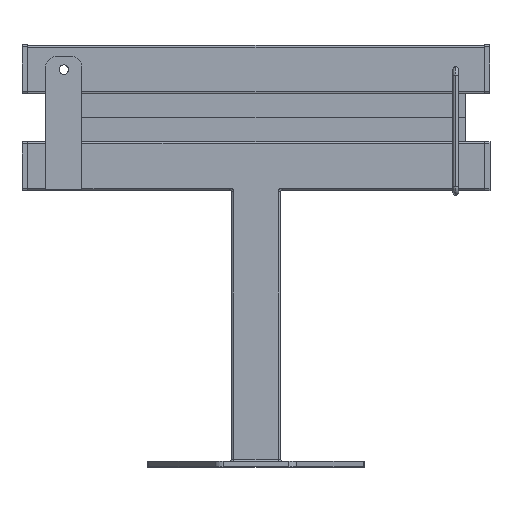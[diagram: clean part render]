
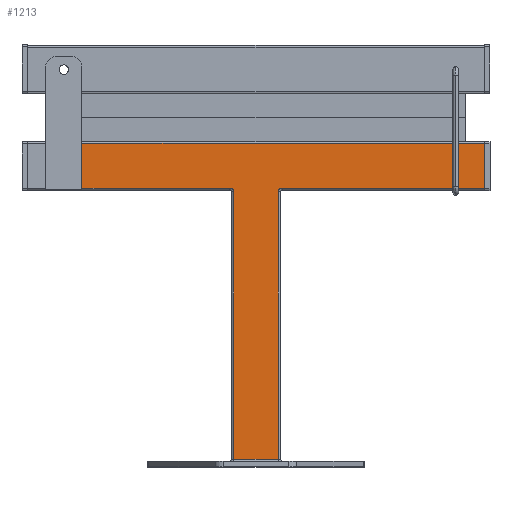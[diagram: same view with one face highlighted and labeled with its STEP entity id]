
A CAD part, top view. The second image highlights one B-rep face of the part: STEP entity #1213.
In plain terms, the highlighted planar face has unit normal (0, 0, 1).
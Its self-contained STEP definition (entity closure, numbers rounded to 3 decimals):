
#151 = CARTESIAN_POINT ( 'NONE',  ( -79.746, 83.237, 12.75 ) ) ;
#337 = EDGE_CURVE ( 'NONE', #3302, #4867, #3318, .T. ) ;
#531 = AXIS2_PLACEMENT_3D ( 'NONE', #1384, #5388, #7940 ) ;
#576 = EDGE_CURVE ( 'NONE', #4330, #6286, #6243, .T. ) ;
#1006 = EDGE_CURVE ( 'NONE', #4330, #4867, #7610, .T. ) ;
#1051 = VERTEX_POINT ( 'NONE', #3250 ) ;
#1128 = CARTESIAN_POINT ( 'NONE',  ( -186.996, 107.737, 12.75 ) ) ;
#1213 = ADVANCED_FACE ( 'NONE', ( #3021 ), #6292, .F. ) ;
#1215 = CARTESIAN_POINT ( 'NONE',  ( -54.246, -59.263, 12.75 ) ) ;
#1227 = ORIENTED_EDGE ( 'NONE', *, *, #1231, .F. ) ;
#1231 = EDGE_CURVE ( 'NONE', #7416, #1051, #6390, .T. ) ;
#1280 = VECTOR ( 'NONE', #2769, 1000. ) ;
#1370 = ORIENTED_EDGE ( 'NONE', *, *, #5523, .F. ) ;
#1384 = CARTESIAN_POINT ( 'NONE',  ( -53.246, 81.237, 12.75 ) ) ;
#1474 = LINE ( 'NONE', #4083, #7921 ) ;
#1549 = CARTESIAN_POINT ( 'NONE',  ( -158.496, 82.237, 12.75 ) ) ;
#1757 = DIRECTION ( 'NONE',  ( 0., 0., -1. ) ) ;
#1963 = CARTESIAN_POINT ( 'NONE',  ( 53.004, 83.237, 12.75 ) ) ;
#2176 = VERTEX_POINT ( 'NONE', #7064 ) ;
#2246 = ORIENTED_EDGE ( 'NONE', *, *, #2653, .F. ) ;
#2385 = ORIENTED_EDGE ( 'NONE', *, *, #337, .T. ) ;
#2470 = DIRECTION ( 'NONE',  ( -1., 0., 0. ) ) ;
#2602 = LINE ( 'NONE', #151, #1280 ) ;
#2653 = EDGE_CURVE ( 'NONE', #2176, #6286, #4070, .T. ) ;
#2694 = CIRCLE ( 'NONE', #531, 2. ) ;
#2745 = DIRECTION ( 'NONE',  ( 0., -1., 0. ) ) ;
#2769 = DIRECTION ( 'NONE',  ( 1., 0., 0. ) ) ;
#2777 = VERTEX_POINT ( 'NONE', #3059 ) ;
#3012 = VECTOR ( 'NONE', #5927, 1000. ) ;
#3021 = FACE_OUTER_BOUND ( 'NONE', #3951, .T. ) ;
#3059 = CARTESIAN_POINT ( 'NONE',  ( -55.246, -59.263, 12.75 ) ) ;
#3143 = CARTESIAN_POINT ( 'NONE',  ( -80.746, 81.237, 12.75 ) ) ;
#3250 = CARTESIAN_POINT ( 'NONE',  ( -80.746, 83.237, 12.75 ) ) ;
#3302 = VERTEX_POINT ( 'NONE', #4638 ) ;
#3318 = LINE ( 'NONE', #1963, #6177 ) ;
#3355 = ORIENTED_EDGE ( 'NONE', *, *, #3439, .T. ) ;
#3439 = EDGE_CURVE ( 'NONE', #2777, #6669, #4724, .T. ) ;
#3479 = ORIENTED_EDGE ( 'NONE', *, *, #576, .T. ) ;
#3588 = EDGE_CURVE ( 'NONE', #2176, #1051, #2602, .T. ) ;
#3951 = EDGE_LOOP ( 'NONE', ( #2246, #4584, #1227, #4873, #6762, #3355, #1370, #2385, #7183, #3479 ) ) ;
#4070 = LINE ( 'NONE', #1549, #3012 ) ;
#4083 = CARTESIAN_POINT ( 'NONE',  ( -78.746, 107.737, 12.75 ) ) ;
#4330 = VERTEX_POINT ( 'NONE', #8071 ) ;
#4445 = DIRECTION ( 'NONE',  ( 0., 0., 1. ) ) ;
#4530 = DIRECTION ( 'NONE',  ( 1., 0., 0. ) ) ;
#4584 = ORIENTED_EDGE ( 'NONE', *, *, #3588, .T. ) ;
#4638 = CARTESIAN_POINT ( 'NONE',  ( -53.246, 83.237, 12.75 ) ) ;
#4644 = CARTESIAN_POINT ( 'NONE',  ( 53.004, 83.237, 12.75 ) ) ;
#4724 = LINE ( 'NONE', #6102, #8263 ) ;
#4867 = VERTEX_POINT ( 'NONE', #4644 ) ;
#4873 = ORIENTED_EDGE ( 'NONE', *, *, #5198, .T. ) ;
#4949 = DIRECTION ( 'NONE',  ( -1., 0., 0. ) ) ;
#4976 = VECTOR ( 'NONE', #5849, 1000. ) ;
#5075 = CARTESIAN_POINT ( 'NONE',  ( -186.996, 106.737, 12.75 ) ) ;
#5198 = EDGE_CURVE ( 'NONE', #7416, #7517, #1474, .T. ) ;
#5388 = DIRECTION ( 'NONE',  ( 0., 0., 1. ) ) ;
#5443 = EDGE_CURVE ( 'NONE', #7517, #2777, #8238, .T. ) ;
#5523 = EDGE_CURVE ( 'NONE', #3302, #6669, #2694, .T. ) ;
#5592 = DIRECTION ( 'NONE',  ( -1., 0., 0. ) ) ;
#5759 = CARTESIAN_POINT ( 'NONE',  ( -158.496, 106.737, 12.75 ) ) ;
#5818 = CARTESIAN_POINT ( 'NONE',  ( 53.004, 107.737, 12.75 ) ) ;
#5849 = DIRECTION ( 'NONE',  ( 1., 0., 0. ) ) ;
#5927 = DIRECTION ( 'NONE',  ( 0., 1., 0. ) ) ;
#5985 = DIRECTION ( 'NONE',  ( 0., 1., 0. ) ) ;
#5993 = AXIS2_PLACEMENT_3D ( 'NONE', #1128, #1757, #5592 ) ;
#6102 = CARTESIAN_POINT ( 'NONE',  ( -55.246, 107.737, 12.75 ) ) ;
#6114 = VECTOR ( 'NONE', #6440, 1000. ) ;
#6177 = VECTOR ( 'NONE', #4530, 1000. ) ;
#6243 = LINE ( 'NONE', #5075, #7241 ) ;
#6286 = VERTEX_POINT ( 'NONE', #5759 ) ;
#6292 = PLANE ( 'NONE',  #5993 ) ;
#6390 = CIRCLE ( 'NONE', #6926, 2. ) ;
#6440 = DIRECTION ( 'NONE',  ( 0., -1., 0. ) ) ;
#6669 = VERTEX_POINT ( 'NONE', #7465 ) ;
#6762 = ORIENTED_EDGE ( 'NONE', *, *, #5443, .T. ) ;
#6926 = AXIS2_PLACEMENT_3D ( 'NONE', #3143, #4445, #2470 ) ;
#7064 = CARTESIAN_POINT ( 'NONE',  ( -158.496, 83.237, 12.75 ) ) ;
#7183 = ORIENTED_EDGE ( 'NONE', *, *, #1006, .F. ) ;
#7241 = VECTOR ( 'NONE', #4949, 1000. ) ;
#7416 = VERTEX_POINT ( 'NONE', #8163 ) ;
#7465 = CARTESIAN_POINT ( 'NONE',  ( -55.246, 81.237, 12.75 ) ) ;
#7517 = VERTEX_POINT ( 'NONE', #8080 ) ;
#7610 = LINE ( 'NONE', #5818, #6114 ) ;
#7921 = VECTOR ( 'NONE', #2745, 1000. ) ;
#7940 = DIRECTION ( 'NONE',  ( -1., 0., 0. ) ) ;
#8071 = CARTESIAN_POINT ( 'NONE',  ( 53.004, 106.737, 12.75 ) ) ;
#8080 = CARTESIAN_POINT ( 'NONE',  ( -78.746, -59.263, 12.75 ) ) ;
#8163 = CARTESIAN_POINT ( 'NONE',  ( -78.746, 81.237, 12.75 ) ) ;
#8238 = LINE ( 'NONE', #1215, #4976 ) ;
#8263 = VECTOR ( 'NONE', #5985, 1000. ) ;
